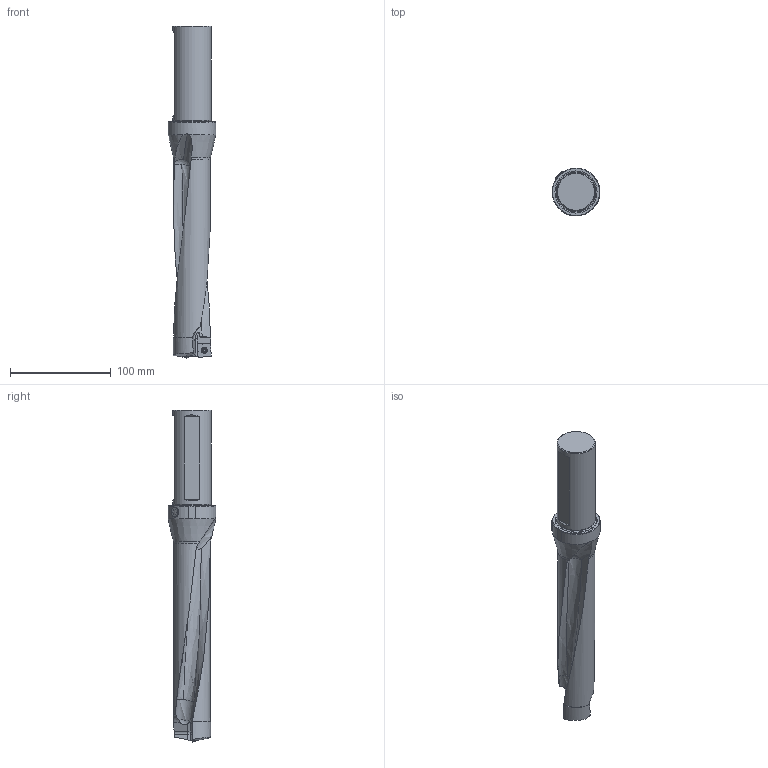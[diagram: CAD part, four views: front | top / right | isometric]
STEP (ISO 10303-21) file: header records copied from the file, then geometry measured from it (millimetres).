
FILE_DESCRIPTION(/* description */ (''),/* implementation_level */ '2;1');
FILE_NAME(/* name */ 'TCF1500R5SSF150F_GTM.stp',/* time_stamp */ '2018-08-12T09:02:36-04:00',/* author */ ('Virtual Machining Team'),/* organization */ ('Kennametal, Inc.'),/* preprocessor_version */ 'ST-DEVELOPER v15',/* originating_system */ 'SIEMENS PLM Software NX 9.0',/* authorisation */ '');
FILE_SCHEMA (('AUTOMOTIVE_DESIGN { 1 0 10303 214 3 1 1 1 }'));
Length unit declared in the file: millimetre
Products named in the file (1): TCF1500R5SSF150F_GTM
Bounding box: 47.59 x 47.6 x 330.15 mm (x, y, z)
Volume: 279599.1 mm3; surface area: 46957.8 mm2
Topology: 6 solids, 6 shells, 282 faces, 767 edges, 501 vertices
Faces by surface type: plane 119, cylinder 114, cone 22, bspline 11, torus 10, sphere 6
Full cylindrical faces by diameter (mm): 3.5 x2, 4 x2, 4.8 x2, 5.6 x2, 6.2 x2, 38.1 x1
Entity records: 9259 total; most frequent: CARTESIAN_POINT 2149, DIRECTION 1512, ORIENTED_EDGE 1442, EDGE_CURVE 721, AXIS2_PLACEMENT_3D 584, VERTEX_POINT 488, LINE 344, VECTOR 344
